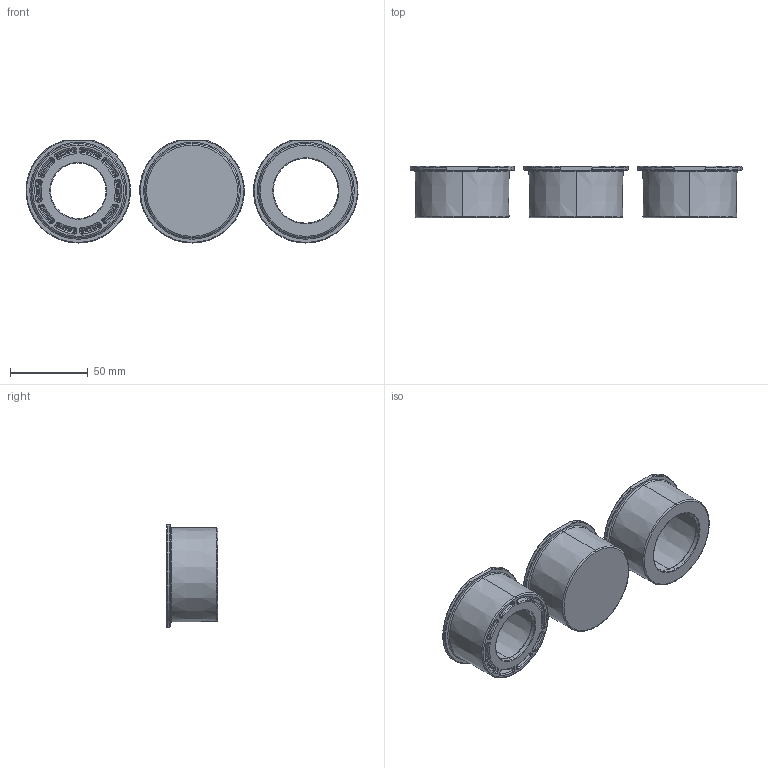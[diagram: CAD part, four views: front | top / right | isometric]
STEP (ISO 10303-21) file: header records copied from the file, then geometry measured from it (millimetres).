
FILE_DESCRIPTION (( 'STEP AP214' ), '1' );
FILE_NAME ('BAB2231-M01-MARKETING-DATA REDUCER AND PLUG.STEP', '2018-10-05T01:56:02', ( '' ), ( '' ), 'SwSTEP 2.0', 'SolidWorks 2017', '' );
FILE_SCHEMA (( 'AUTOMOTIVE_DESIGN' ));
Length unit declared in the file: inch
Products named in the file (1): BAB2231-M01-MARKETING-DATA REDUCER AND PLUG
Bounding box: 213.03 x 33.19 x 65.54 mm (x, y, z)
Volume: 112807.2 mm3; surface area: 56368.2 mm2
Topology: 3 solids, 3 shells, 1249 faces, 3050 edges, 1836 vertices
Faces by surface type: plane 602, bspline 298, torus 124, cylinder 93, sphere 80, cone 52
Entity records: 49656 total; most frequent: CARTESIAN_POINT 22562, ORIENTED_EDGE 5940, DIRECTION 4940, EDGE_CURVE 2970, VERTEX_POINT 1836, LINE 1664, VECTOR 1664, AXIS2_PLACEMENT_3D 1638
